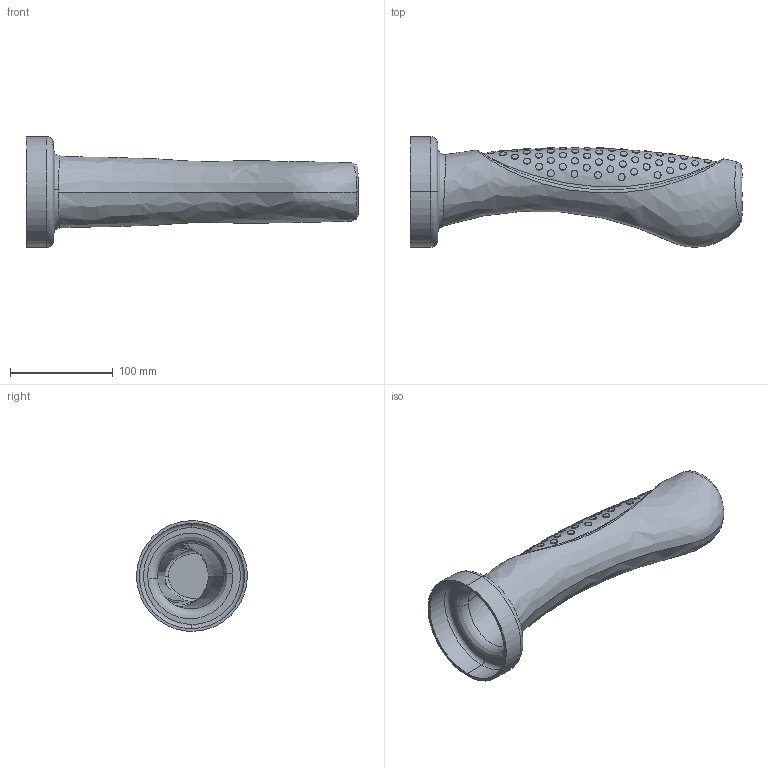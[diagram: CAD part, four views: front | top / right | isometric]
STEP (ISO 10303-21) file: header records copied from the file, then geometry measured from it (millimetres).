
FILE_DESCRIPTION(('FreeCAD Model'),'2;1');
FILE_NAME('Open CASCADE Shape Model','2025-05-03T17:10:56',('FreeCAD'),( 'FreeCAD'),'Open CASCADE STEP processor 7.6','FreeCAD','Unknown');
FILE_SCHEMA(('AUTOMOTIVE_DESIGN { 1 0 10303 214 1 1 1 1 }'));
Products named in the file (1): Open CASCADE STEP translator 7.6 1
Bounding box: 323.77 x 107.85 x 107.92 mm (x, y, z)
Volume: 204087.1 mm3; surface area: 151471.7 mm2
Topology: 1 solids, 1 shells, 337 faces, 714 edges, 470 vertices
Faces by surface type: bspline 337
Entity records: 73958 total; most frequent: CARTESIAN_POINT 69133, ORIENTED_EDGE 1428, EDGE_CURVE 714, B_SPLINE_CURVE_WITH_KNOTS 690, VERTEX_POINT 470, FACE_BOUND 428, EDGE_LOOP 428, ADVANCED_FACE 337
